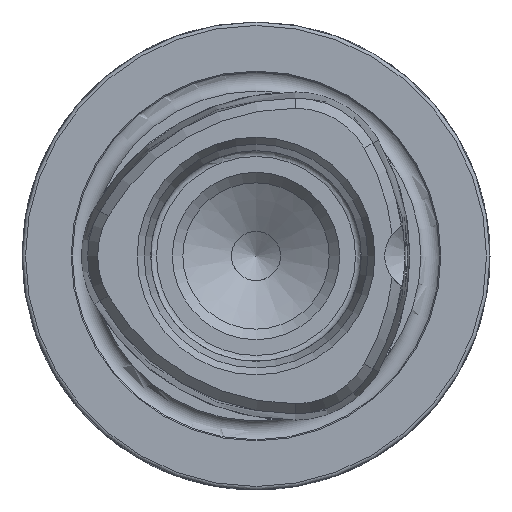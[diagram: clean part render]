
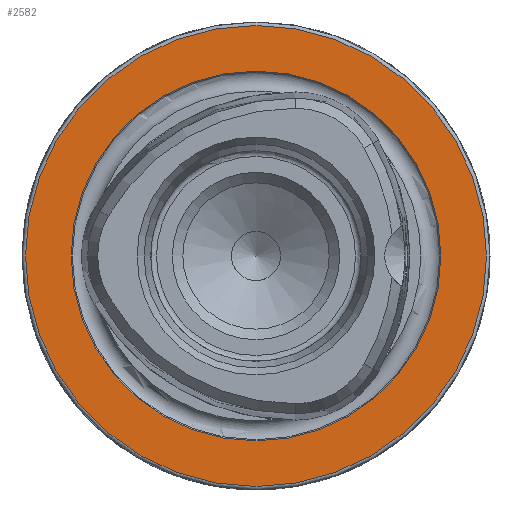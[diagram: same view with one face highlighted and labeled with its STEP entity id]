
A CAD part, left-side view. The second image highlights one B-rep face of the part: STEP entity #2582.
In plain terms, the highlighted planar face has unit normal (-1, 0, 0).
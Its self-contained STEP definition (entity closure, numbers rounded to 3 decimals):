
#91 = CARTESIAN_POINT ( 'NONE',  ( 0., 0., 19.7 ) ) ;
#400 = ORIENTED_EDGE ( 'NONE', *, *, #3658, .F. ) ;
#407 = DIRECTION ( 'NONE',  ( 0., 0., 1. ) ) ;
#458 = EDGE_LOOP ( 'NONE', ( #400 ) ) ;
#618 = DIRECTION ( 'NONE',  ( 0., 0., 1. ) ) ;
#624 = EDGE_LOOP ( 'NONE', ( #2362 ) ) ;
#628 = CIRCLE ( 'NONE', #5876, 19.7 ) ;
#750 = CIRCLE ( 'NONE', #5108, 15.8 ) ;
#2326 = VERTEX_POINT ( 'NONE', #5355 ) ;
#2362 = ORIENTED_EDGE ( 'NONE', *, *, #3881, .T. ) ;
#2582 = ADVANCED_FACE ( 'NONE', ( #5920, #4222 ), #4159, .F. ) ;
#2696 = DIRECTION ( 'NONE',  ( -1., 0., 0. ) ) ;
#3151 = VERTEX_POINT ( 'NONE', #91 ) ;
#3600 = DIRECTION ( 'NONE',  ( -1., 0., 0. ) ) ;
#3658 = EDGE_CURVE ( 'NONE', #2326, #2326, #750, .T. ) ;
#3881 = EDGE_CURVE ( 'NONE', #3151, #3151, #628, .T. ) ;
#4159 = PLANE ( 'NONE',  #4613 ) ;
#4222 = FACE_OUTER_BOUND ( 'NONE', #624, .T. ) ;
#4613 = AXIS2_PLACEMENT_3D ( 'NONE', #6258, #6784, #4765 ) ;
#4765 = DIRECTION ( 'NONE',  ( 0., 0., -1. ) ) ;
#5108 = AXIS2_PLACEMENT_3D ( 'NONE', #5889, #2696, #618 ) ;
#5355 = CARTESIAN_POINT ( 'NONE',  ( 0., 0., 15.8 ) ) ;
#5645 = CARTESIAN_POINT ( 'NONE',  ( 0., 0., 0. ) ) ;
#5876 = AXIS2_PLACEMENT_3D ( 'NONE', #5645, #3600, #407 ) ;
#5889 = CARTESIAN_POINT ( 'NONE',  ( 0., 0., 0. ) ) ;
#5920 = FACE_BOUND ( 'NONE', #458, .T. ) ;
#6258 = CARTESIAN_POINT ( 'NONE',  ( 0., 15.8, 0. ) ) ;
#6784 = DIRECTION ( 'NONE',  ( 1., 0., 0. ) ) ;
